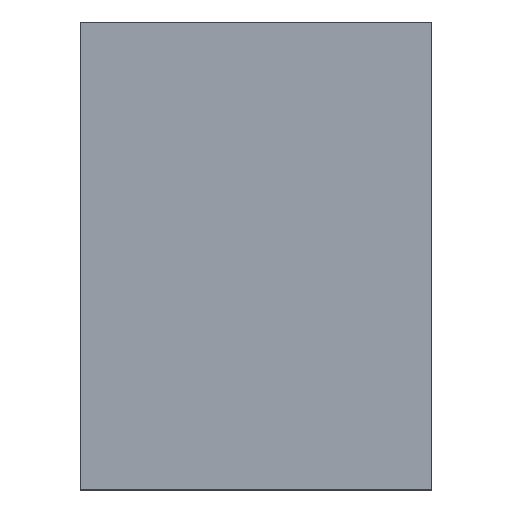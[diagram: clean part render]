
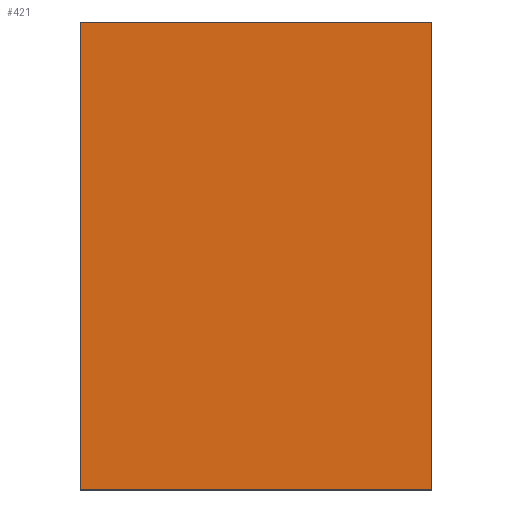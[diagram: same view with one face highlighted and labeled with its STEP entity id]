
A CAD part, top view. The second image highlights one B-rep face of the part: STEP entity #421.
In plain terms, the highlighted planar face has unit normal (0, 0, 1).
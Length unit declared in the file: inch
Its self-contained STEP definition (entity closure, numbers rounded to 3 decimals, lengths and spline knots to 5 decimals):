
#11 = VECTOR ( 'NONE', #229, 39.37008 ) ;
#30 = LINE ( 'NONE', #216, #33 ) ;
#31 = LINE ( 'NONE', #212, #36 ) ;
#33 = VECTOR ( 'NONE', #217, 39.37008 ) ;
#36 = VECTOR ( 'NONE', #213, 39.37008 ) ;
#41 = LINE ( 'NONE', #209, #42 ) ;
#42 = VECTOR ( 'NONE', #205, 39.37008 ) ;
#85 = FACE_OUTER_BOUND ( 'NONE', #389, .T. ) ;
#107 = EDGE_CURVE ( 'NONE', #237, #246, #406, .T. ) ;
#114 = EDGE_CURVE ( 'NONE', #236, #247, #30, .T. ) ;
#116 = EDGE_CURVE ( 'NONE', #237, #236, #31, .T. ) ;
#118 = EDGE_CURVE ( 'NONE', #246, #247, #41, .T. ) ;
#148 = AXIS2_PLACEMENT_3D ( 'NONE', #334, #327, #324 ) ;
#171 = CARTESIAN_POINT ( 'NONE',  ( -0.375, 1., 0. ) ) ;
#172 = CARTESIAN_POINT ( 'NONE',  ( 0.375, 1., 0. ) ) ;
#205 = DIRECTION ( 'NONE',  ( -1., 0., 0. ) ) ;
#209 = CARTESIAN_POINT ( 'NONE',  ( 0.375, 0., 0. ) ) ;
#212 = CARTESIAN_POINT ( 'NONE',  ( 0.375, 1., 0. ) ) ;
#213 = DIRECTION ( 'NONE',  ( -1., 0., 0. ) ) ;
#216 = CARTESIAN_POINT ( 'NONE',  ( -0.375, 0., 0. ) ) ;
#217 = DIRECTION ( 'NONE',  ( 0., -1., 0. ) ) ;
#229 = DIRECTION ( 'NONE',  ( 0., -1., 0. ) ) ;
#234 = CARTESIAN_POINT ( 'NONE',  ( 0.375, 0., 0. ) ) ;
#236 = VERTEX_POINT ( 'NONE', #171 ) ;
#237 = VERTEX_POINT ( 'NONE', #172 ) ;
#246 = VERTEX_POINT ( 'NONE', #268 ) ;
#247 = VERTEX_POINT ( 'NONE', #269 ) ;
#268 = CARTESIAN_POINT ( 'NONE',  ( 0.375, 0., 0. ) ) ;
#269 = CARTESIAN_POINT ( 'NONE',  ( -0.375, 0., 0. ) ) ;
#324 = DIRECTION ( 'NONE',  ( -1., 0., 0. ) ) ;
#327 = DIRECTION ( 'NONE',  ( 0., 0., -1. ) ) ;
#334 = CARTESIAN_POINT ( 'NONE',  ( 0.375, 0., 0. ) ) ;
#337 = PLANE ( 'NONE',  #148 ) ;
#384 = ORIENTED_EDGE ( 'NONE', *, *, #116, .T. ) ;
#389 = EDGE_LOOP ( 'NONE', ( #401, #404, #405, #384 ) ) ;
#401 = ORIENTED_EDGE ( 'NONE', *, *, #114, .T. ) ;
#404 = ORIENTED_EDGE ( 'NONE', *, *, #118, .F. ) ;
#405 = ORIENTED_EDGE ( 'NONE', *, *, #107, .F. ) ;
#406 = LINE ( 'NONE', #234, #11 ) ;
#421 = ADVANCED_FACE ( 'NONE', ( #85 ), #337, .F. ) ;
